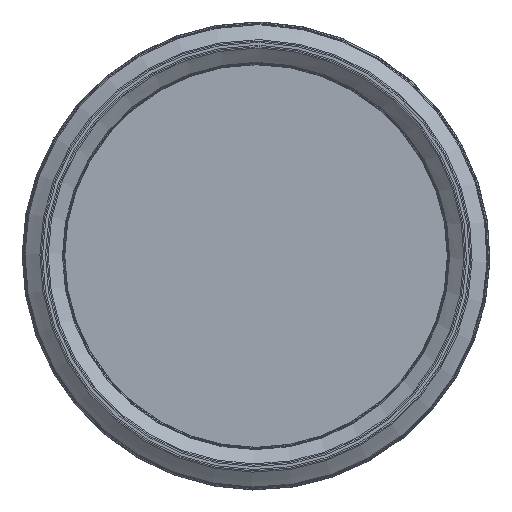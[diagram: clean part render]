
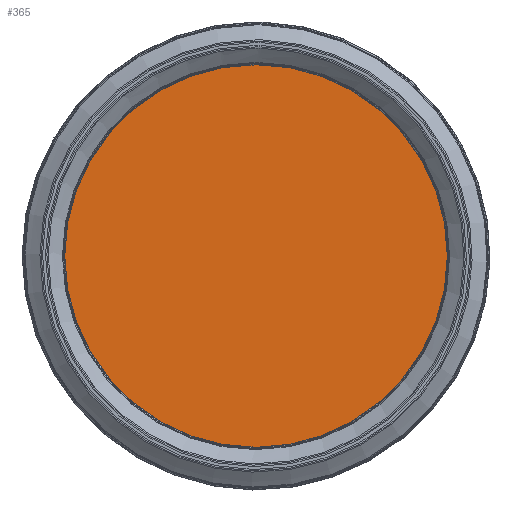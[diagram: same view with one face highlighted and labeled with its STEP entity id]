
A CAD part, front view. The second image highlights one B-rep face of the part: STEP entity #365.
In plain terms, the highlighted planar face has unit normal (0, -1, 0).
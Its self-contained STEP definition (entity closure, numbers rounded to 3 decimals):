
#161=PLANE('',#1136);
#202=FACE_OUTER_BOUND('',#568,.T.);
#365=ADVANCED_FACE('',(#202),#161,.F.);
#568=EDGE_LOOP('',(#784));
#784=ORIENTED_EDGE('',*,*,#978,.T.);
#870=VERTEX_POINT('',#1967);
#978=EDGE_CURVE('',#870,#870,#1034,.T.);
#1034=CIRCLE('',#1134,67.83);
#1134=AXIS2_PLACEMENT_3D('',#1966,#1380,#1381);
#1136=AXIS2_PLACEMENT_3D('',#1969,#1384,#1385);
#1380=DIRECTION('',(0.,-1.,0.));
#1381=DIRECTION('',(0.,0.,1.));
#1384=DIRECTION('',(0.,1.,0.));
#1385=DIRECTION('',(0.,0.,1.));
#1966=CARTESIAN_POINT('',(0.,5.852,0.));
#1967=CARTESIAN_POINT('',(0.,5.852,67.83));
#1969=CARTESIAN_POINT('',(0.,5.852,0.));
